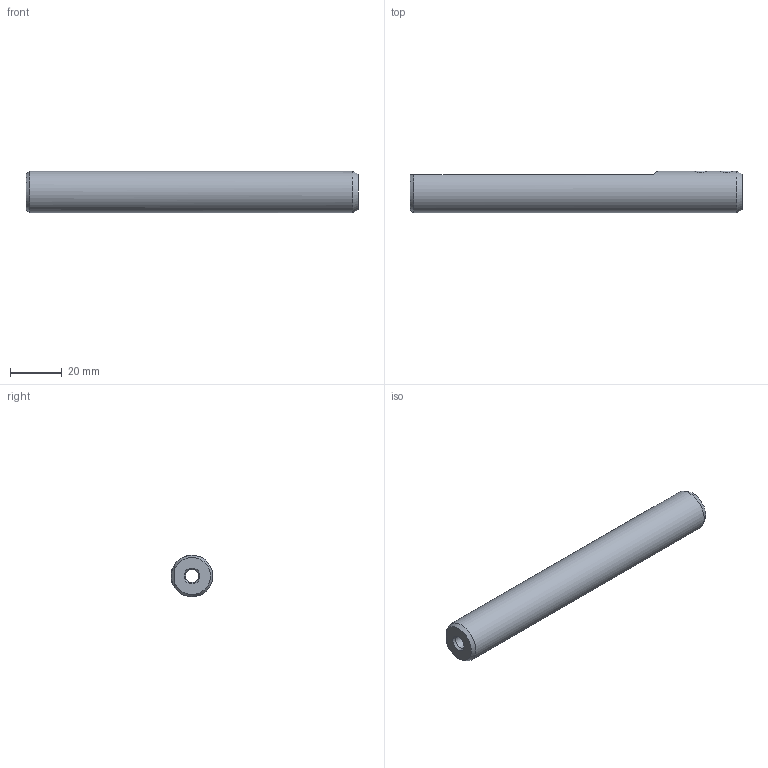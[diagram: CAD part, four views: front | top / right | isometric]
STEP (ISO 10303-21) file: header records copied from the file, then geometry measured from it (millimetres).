
FILE_DESCRIPTION (( 'STEP AP214' ), '1' );
FILE_NAME ('U16.U10.K01.128.STEP', '2020-03-05T07:10:32', ( '' ), ( '' ), 'SwSTEP 2.0', 'SolidWorks 2017', '' );
FILE_SCHEMA (( 'AUTOMOTIVE_DESIGN' ));
Length unit declared in the file: millimetre
Products named in the file (3): U16-U10.K01.128_A; U10-ER1.001.003_A; U16.U10.K01.128
Assembly tree (3 placements, depth 2):
  U16.U10.K01.128
    U16-U10.K01.128_A
    U10-ER1.001.003_A  x2
Bounding box: 128 x 16 x 16 mm (x, y, z)
Volume: 20743 mm3; surface area: 9315.9 mm2
Topology: 3 solids, 3 shells, 39 faces, 86 edges, 54 vertices
Faces by surface type: plane 21, cylinder 8, cone 8, torus 2
Full cylindrical faces by diameter (mm): 5 x1, 5.25 x2, 6 x2, 10 x1, 10.5 x1, 16 x1
Entity records: 1084 total; most frequent: CARTESIAN_POINT 370, DIRECTION 124, ORIENTED_EDGE 92, AXIS2_PLACEMENT_3D 51, EDGE_LOOP 51, EDGE_CURVE 46, FACE_OUTER_BOUND 37, VERTEX_POINT 37
